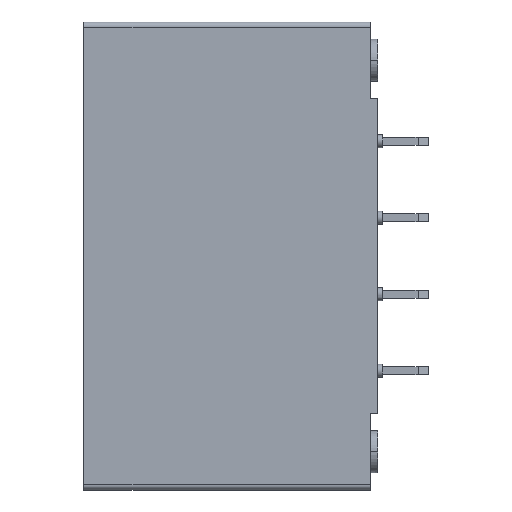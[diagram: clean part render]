
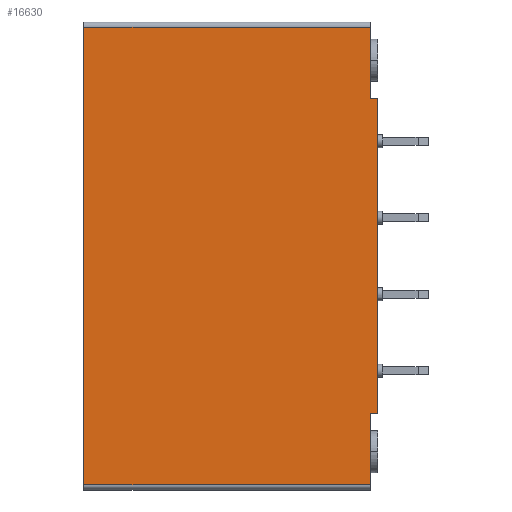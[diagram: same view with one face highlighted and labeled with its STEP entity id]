
A CAD part, left-side view. The second image highlights one B-rep face of the part: STEP entity #16630.
In plain terms, the highlighted face is planar.
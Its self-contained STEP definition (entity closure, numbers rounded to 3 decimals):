
#6120=CARTESIAN_POINT('',(45.536,11.813,11.405));
#6130=DIRECTION('',(0.,0.,-1.));
#6140=VECTOR('',#6130,1.);
#6150=LINE('',#6120,#6140);
#6160=CARTESIAN_POINT('',(45.536,11.813,
30.385));
#6170=VERTEX_POINT('',#6160);
#6180=CARTESIAN_POINT('',(45.536,11.813,
23.285));
#6190=VERTEX_POINT('',#6180);
#6200=EDGE_CURVE('',#6170,#6190,#6150,.T.);
#7020=CARTESIAN_POINT('',(46.286,11.813,
30.385));
#7030=DIRECTION('',(1.,0.,-0.));
#7040=VECTOR('',#7030,1.);
#7050=LINE('',#7020,#7040);
#7060=CARTESIAN_POINT('',(17.036,11.813,
30.385));
#7070=VERTEX_POINT('',#7060);
#7080=EDGE_CURVE('',#7070,#6170,#7050,.T.);
#13590=CARTESIAN_POINT('',(46.286,11.813,
23.285));
#13600=VERTEX_POINT('',#13590);
#13630=CARTESIAN_POINT('',(21.816,11.813,
23.285));
#13640=DIRECTION('',(1.,0.,-0.));
#13650=VECTOR('',#13640,1.);
#13660=LINE('',#13630,#13650);
#13670=EDGE_CURVE('',#6190,#13600,#13660,.T.);
#16150=CARTESIAN_POINT('',(30.74,11.813,
24.515));
#16160=DIRECTION('',(0.,-1.,-0.));
#16170=DIRECTION('',(-1.,0.,0.));
#16180=AXIS2_PLACEMENT_3D('',#16150,#16160,#16170);
#16190=PLANE('',#16180);
#16200=ORIENTED_EDGE('',*,*,#7080,.F.);
#16210=ORIENTED_EDGE('',*,*,#6200,.F.);
#16220=ORIENTED_EDGE('',*,*,#13670,.F.);
#16230=CARTESIAN_POINT('',(46.286,11.813,
11.405));
#16240=DIRECTION('',(0.,0.,-1.));
#16250=VECTOR('',#16240,1.);
#16260=LINE('',#16230,#16250);
#16270=CARTESIAN_POINT('',(46.286,11.813,
-8.095));
#16280=VERTEX_POINT('',#16270);
#16290=EDGE_CURVE('',#13600,#16280,#16260,.T.);
#16300=ORIENTED_EDGE('',*,*,#16290,.F.);
#16310=CARTESIAN_POINT('',(21.816,11.813,
-8.095));
#16320=DIRECTION('',(-1.,0.,0.));
#16330=VECTOR('',#16320,1.);
#16340=LINE('',#16310,#16330);
#16350=CARTESIAN_POINT('',(45.536,11.813,
-8.095));
#16360=VERTEX_POINT('',#16350);
#16370=EDGE_CURVE('',#16280,#16360,#16340,.T.);
#16380=ORIENTED_EDGE('',*,*,#16370,.F.);
#16390=CARTESIAN_POINT('',(45.536,11.813,
-3.835));
#16400=DIRECTION('',(0.,0.,-1.));
#16410=VECTOR('',#16400,1.);
#16420=LINE('',#16390,#16410);
#16430=CARTESIAN_POINT('',(45.536,11.813,
-15.195));
#16440=VERTEX_POINT('',#16430);
#16450=EDGE_CURVE('',#16360,#16440,#16420,.T.);
#16460=ORIENTED_EDGE('',*,*,#16450,.F.);
#16470=CARTESIAN_POINT('',(44.701,11.813,
-15.195));
#16480=DIRECTION('',(1.,0.,0.));
#16490=VECTOR('',#16480,1.);
#16500=LINE('',#16470,#16490);
#16510=CARTESIAN_POINT('',(17.036,11.813,
-15.195));
#16520=VERTEX_POINT('',#16510);
#16530=EDGE_CURVE('',#16520,#16440,#16500,.T.);
#16540=ORIENTED_EDGE('',*,*,#16530,.T.);
#16550=CARTESIAN_POINT('',(17.036,11.813,
11.405));
#16560=DIRECTION('',(0.,0.,1.));
#16570=VECTOR('',#16560,1.);
#16580=LINE('',#16550,#16570);
#16590=EDGE_CURVE('',#16520,#7070,#16580,.T.);
#16600=ORIENTED_EDGE('',*,*,#16590,.F.);
#16610=EDGE_LOOP('',(#16600,#16540,#16460,#16380,#16300,#16220,#16210,
#16200));
#16620=FACE_OUTER_BOUND('',#16610,.T.);
#16630=ADVANCED_FACE('',(#16620),#16190,.T.);
